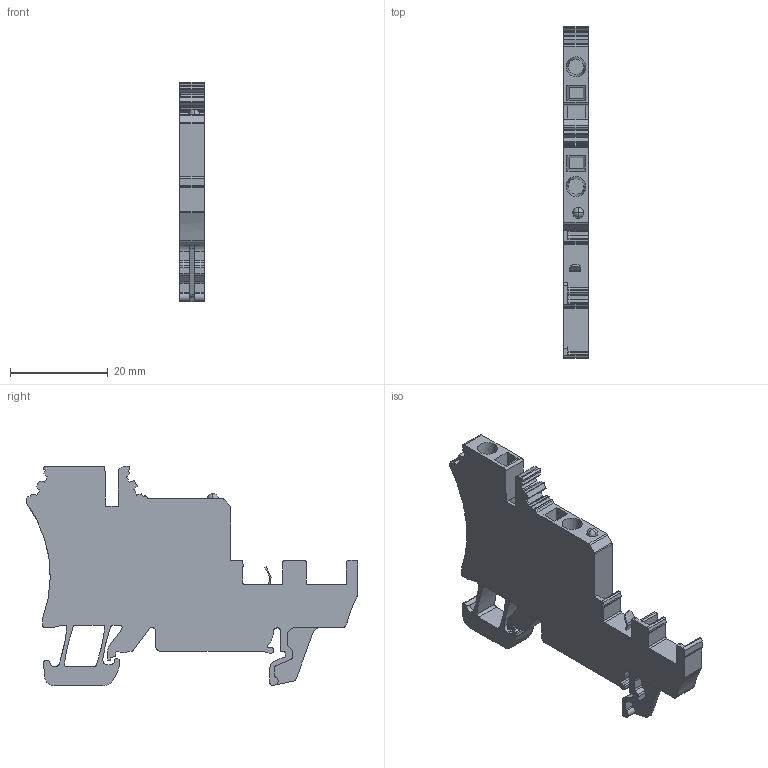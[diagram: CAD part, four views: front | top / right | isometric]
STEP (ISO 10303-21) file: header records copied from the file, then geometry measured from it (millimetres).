
FILE_DESCRIPTION(('CATIA V5 STEP Exchange','CAx-IF Rec.Pracs.--- Model Styling and Organization---1.4--- 2014-01-23'),'2;1');
FILE_NAME ('018194-2_1', '2019-10-02T08:45:37+00:00', ('none'), ('Weidmueller'), 'CATIA Version 5-6 Release 2016 SP3 HF44', 'CATIA V5 STEP AP214', 'none');
FILE_SCHEMA(('AUTOMOTIVE_DESIGN { 1 0 10303 214 1 1 1 1 }'));
Length unit declared in the file: millimetre
Products named in the file (1): 1651990000_ZIA_1-5-3L-1S-LD-RT
Bounding box: 5.1 x 68.05 x 45.05 mm (x, y, z)
Volume: 7816.9 mm3; surface area: 5722.9 mm2
Topology: 2 solids, 2 shells, 356 faces, 1025 edges, 677 vertices
Faces by surface type: plane 194, cylinder 154, cone 4, sphere 4
Entity records: 12223 total; most frequent: CARTESIAN_POINT 2632, ORIENTED_EDGE 2042, DIRECTION 1676, EDGE_CURVE 1021, VECTOR 697, LINE 697, VERTEX_POINT 677, AXIS2_PLACEMENT_3D 624
